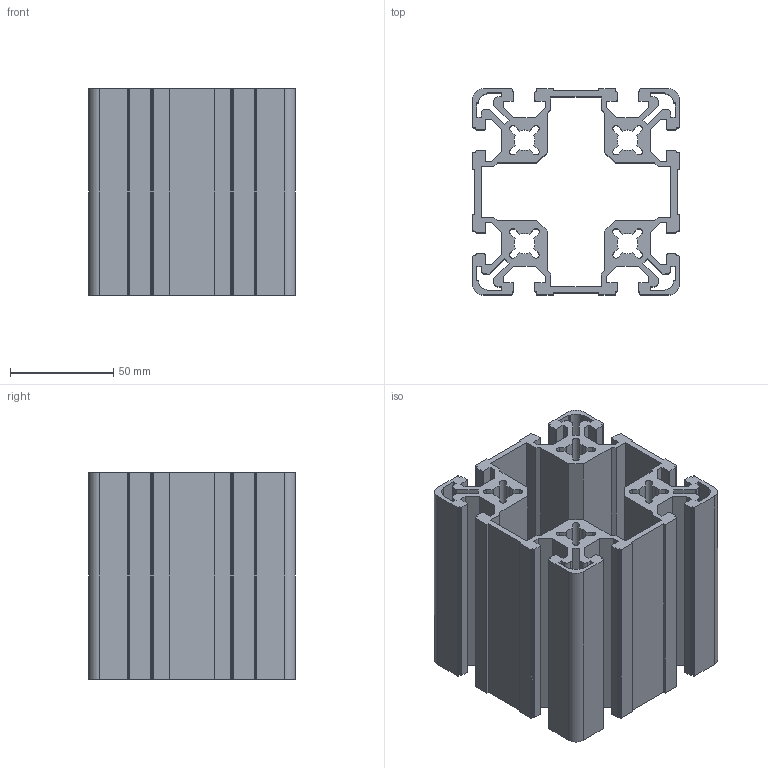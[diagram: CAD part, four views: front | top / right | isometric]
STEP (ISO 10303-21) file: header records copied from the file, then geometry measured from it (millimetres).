
FILE_DESCRIPTION(/* description */ ('Profil 100 x 100 L'),/* implementation_level */ '2;1');
FILE_NAME(/* name */ '161010L.stp',/* time_stamp */ '2018-04-25T18:48:25+02:00',/* author */ ('Špaček'),/* organization */ ('Alutec K&K'),/* preprocessor_version */ 'ST-DEVELOPER v16.1',/* originating_system */ 'Autodesk Inventor 2016',/* authorisation */ '');
FILE_SCHEMA (('AUTOMOTIVE_DESIGN { 1 0 10303 214 3 1 1 }'));
Length unit declared in the file: millimetre
Products named in the file (1): 161010L
Bounding box: 100 x 100 x 100 mm (x, y, z)
Volume: 301389.4 mm3; surface area: 165255 mm2
Topology: 1 solids, 1 shells, 362 faces, 1080 edges, 720 vertices
Faces by surface type: plane 242, cylinder 120
Entity records: 12204 total; most frequent: CARTESIAN_POINT 2163, ORIENTED_EDGE 2160, DIRECTION 2046, EDGE_CURVE 1080, LINE 840, VECTOR 840, VERTEX_POINT 720, AXIS2_PLACEMENT_3D 603
